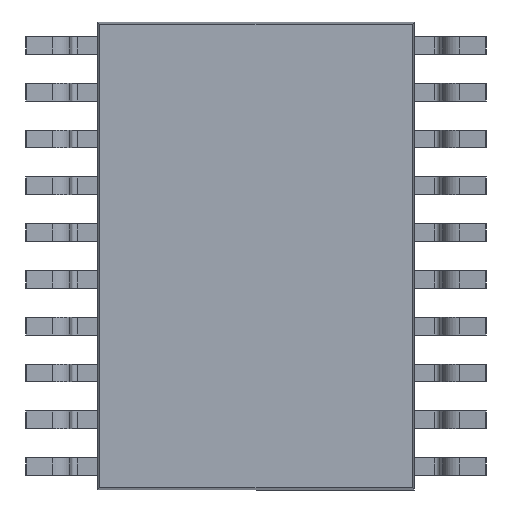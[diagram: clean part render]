
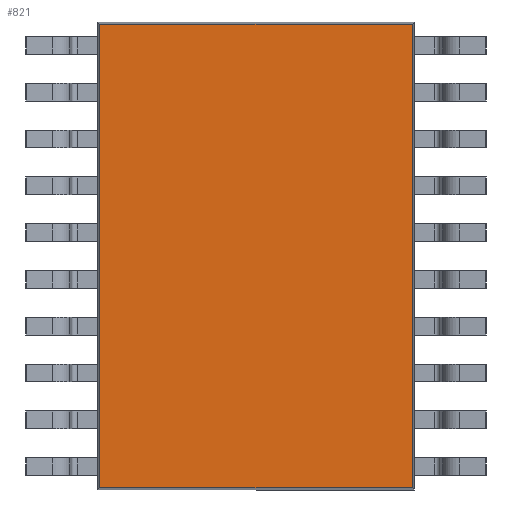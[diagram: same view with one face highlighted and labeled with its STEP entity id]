
A CAD part, front view. The second image highlights one B-rep face of the part: STEP entity #821.
In plain terms, the highlighted planar face has unit normal (0, -1, 0).
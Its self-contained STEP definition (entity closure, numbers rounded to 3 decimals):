
#70 = EDGE_LOOP ( 'NONE', ( #7980, #4201, #6456, #7363 ) ) ;
#400 = CARTESIAN_POINT ( 'NONE',  ( 0., -0.525, 0. ) ) ;
#424 = DIRECTION ( 'NONE',  ( 0., 0., -1. ) ) ;
#700 = EDGE_CURVE ( 'NONE', #4768, #8008, #2878, .T. ) ;
#821 = ADVANCED_FACE ( 'NONE', ( #1412 ), #3256, .T. ) ;
#1123 = DIRECTION ( 'NONE',  ( 0., -1., 0. ) ) ;
#1412 = FACE_OUTER_BOUND ( 'NONE', #70, .T. ) ;
#1439 = CARTESIAN_POINT ( 'NONE',  ( 0., -0.525, 3.218 ) ) ;
#1516 = EDGE_CURVE ( 'NONE', #3879, #4768, #2187, .T. ) ;
#1844 = DIRECTION ( 'NONE',  ( 1., 0., 0. ) ) ;
#2187 = LINE ( 'NONE', #5415, #6517 ) ;
#2643 = EDGE_CURVE ( 'NONE', #6235, #3879, #3151, .T. ) ;
#2817 = DIRECTION ( 'NONE',  ( -1., 0., 0. ) ) ;
#2878 = LINE ( 'NONE', #8289, #3089 ) ;
#3089 = VECTOR ( 'NONE', #1844, 1000. ) ;
#3151 = LINE ( 'NONE', #1439, #8379 ) ;
#3256 = PLANE ( 'NONE',  #8900 ) ;
#3879 = VERTEX_POINT ( 'NONE', #6189 ) ;
#4177 = DIRECTION ( 'NONE',  ( 0., 0., 1. ) ) ;
#4201 = ORIENTED_EDGE ( 'NONE', *, *, #4909, .T. ) ;
#4768 = VERTEX_POINT ( 'NONE', #8679 ) ;
#4909 = EDGE_CURVE ( 'NONE', #8008, #6235, #5245, .T. ) ;
#5245 = LINE ( 'NONE', #9098, #8366 ) ;
#5415 = CARTESIAN_POINT ( 'NONE',  ( -2.168, -0.525, 0. ) ) ;
#6189 = CARTESIAN_POINT ( 'NONE',  ( -2.168, -0.525, 3.218 ) ) ;
#6235 = VERTEX_POINT ( 'NONE', #7734 ) ;
#6456 = ORIENTED_EDGE ( 'NONE', *, *, #2643, .T. ) ;
#6517 = VECTOR ( 'NONE', #8311, 1000. ) ;
#7363 = ORIENTED_EDGE ( 'NONE', *, *, #1516, .T. ) ;
#7541 = CARTESIAN_POINT ( 'NONE',  ( 2.168, -0.525, -3.218 ) ) ;
#7734 = CARTESIAN_POINT ( 'NONE',  ( 2.168, -0.525, 3.218 ) ) ;
#7980 = ORIENTED_EDGE ( 'NONE', *, *, #700, .T. ) ;
#8008 = VERTEX_POINT ( 'NONE', #7541 ) ;
#8289 = CARTESIAN_POINT ( 'NONE',  ( 0., -0.525, -3.218 ) ) ;
#8311 = DIRECTION ( 'NONE',  ( 0., 0., -1. ) ) ;
#8366 = VECTOR ( 'NONE', #4177, 1000. ) ;
#8379 = VECTOR ( 'NONE', #2817, 1000. ) ;
#8679 = CARTESIAN_POINT ( 'NONE',  ( -2.168, -0.525, -3.218 ) ) ;
#8900 = AXIS2_PLACEMENT_3D ( 'NONE', #400, #1123, #424 ) ;
#9098 = CARTESIAN_POINT ( 'NONE',  ( 2.168, -0.525, 0. ) ) ;
